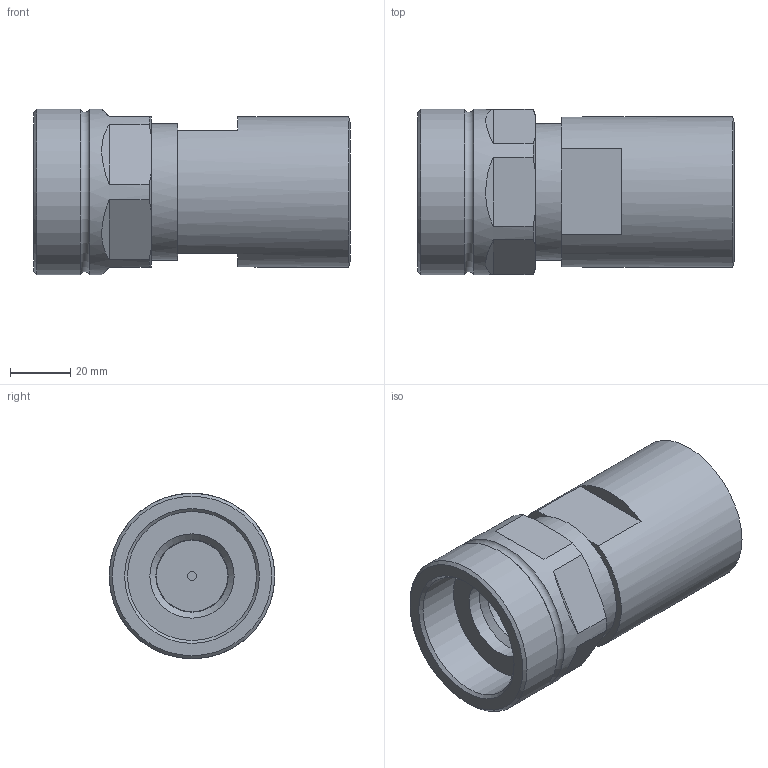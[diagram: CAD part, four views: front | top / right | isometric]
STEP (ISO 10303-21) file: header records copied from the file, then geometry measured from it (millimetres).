
FILE_DESCRIPTION (( 'STEP AP203' ), '1' );
FILE_NAME ('BH19.7104_IC_JV.STEP', '2015-12-18T14:52:07', ( '' ), ( '' ), 'SwSTEP 2.0', 'SolidWorks 2015', '' );
FILE_SCHEMA (( 'CONFIG_CONTROL_DESIGN' ));
Length unit declared in the file: millimetre
Products named in the file (1): BH19.7104_IC_JV
Bounding box: 105 x 55 x 55 mm (x, y, z)
Volume: 163650.3 mm3; surface area: 28144 mm2
Topology: 1 solids, 1 shells, 48 faces, 115 edges, 73 vertices
Faces by surface type: plane 26, cone 12, cylinder 9, torus 1
Full cylindrical faces by diameter (mm): 3 x1, 24 x1, 24.5 x1, 28 x1, 42.83 x1, 45.345 x1, 50 x1, 55 x2
Entity records: 1345 total; most frequent: CARTESIAN_POINT 263, DIRECTION 212, ORIENTED_EDGE 186, EDGE_CURVE 93, AXIS2_PLACEMENT_3D 88, EDGE_LOOP 68, VERTEX_POINT 67, FACE_OUTER_BOUND 58
